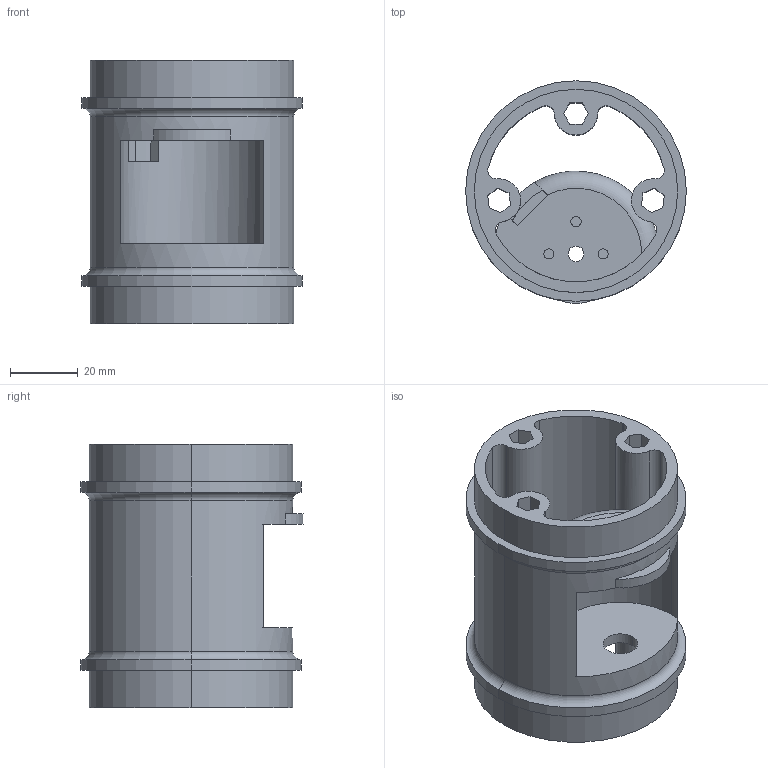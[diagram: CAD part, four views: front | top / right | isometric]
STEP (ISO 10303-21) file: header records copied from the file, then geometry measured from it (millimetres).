
FILE_DESCRIPTION (( 'STEP AP203' ), '1' );
FILE_NAME ('Inner Bod V2.STEP', '2023-09-24T20:32:48', ( '' ), ( '' ), 'SwSTEP 2.0', 'SolidWorks 2023', '' );
FILE_SCHEMA (( 'CONFIG_CONTROL_DESIGN' ));
Length unit declared in the file: inch
Products named in the file (1): Inner Bod V2
Bounding box: 65.08 x 65.64 x 77.72 mm (x, y, z)
Volume: 72544.2 mm3; surface area: 42012.6 mm2
Topology: 1 solids, 1 shells, 88 faces, 265 edges, 173 vertices
Faces by surface type: cylinder 46, plane 34, torus 8
Entity records: 3327 total; most frequent: CARTESIAN_POINT 733, DIRECTION 544, ORIENTED_EDGE 530, EDGE_CURVE 265, AXIS2_PLACEMENT_3D 206, VERTEX_POINT 173, LINE 132, VECTOR 132
